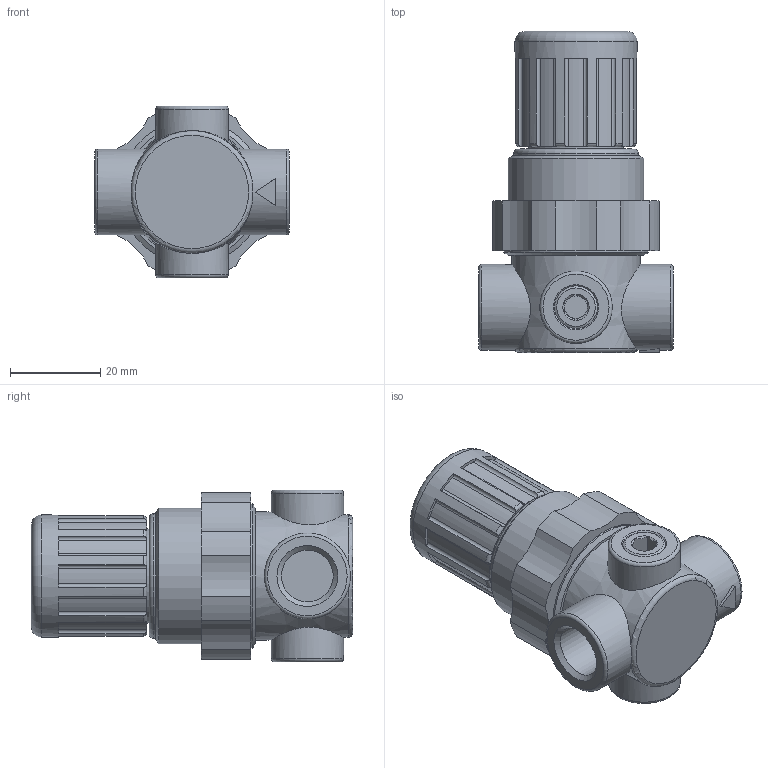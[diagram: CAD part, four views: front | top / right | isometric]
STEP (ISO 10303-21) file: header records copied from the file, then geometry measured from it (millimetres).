
FILE_DESCRIPTION(/* description */ ('STEP AP214'),/* implementation_level */ '2;1');
FILE_NAME(/* name */ '007693',/* time_stamp */ '2026-03-16T10:25:09+01:00',/* author */ ('License CC BY-ND 4.0'),/* organization */ ('CADENAS'),/* preprocessor_version */ 'ST-DEVELOPER v20',/* originating_system */ 'PARTsolutions',/* authorisation */ ' ');
FILE_SCHEMA (('AUTOMOTIVE_DESIGN {1 0 10303 214 3 1 1}'));
Length unit declared in the file: millimetre
Products named in the file (2): 007693; DR.022(0G 1/4)_G
Assembly tree (1 placements, depth 2):
  007693
    DR.022(0G 1/4)_G
Bounding box: 43 x 71 x 38 mm (x, y, z)
Volume: 51721.2 mm3; surface area: 11616.1 mm2
Topology: 1 solids, 1 shells, 142 faces, 357 edges, 231 vertices
Faces by surface type: cylinder 65, plane 58, cone 11, torus 8
Full cylindrical faces by diameter (mm): 5 x2, 11.445 x2, 16 x2, 19 x2, 21 x1, 27 x1, 27.5 x1, 30 x1, 32 x1
Entity records: 5230 total; most frequent: CARTESIAN_POINT 951, DIRECTION 716, ORIENTED_EDGE 618, EDGE_CURVE 309, AXIS2_PLACEMENT_3D 305, VERTEX_POINT 216, EDGE_LOOP 189, FACE_BOUND 189
